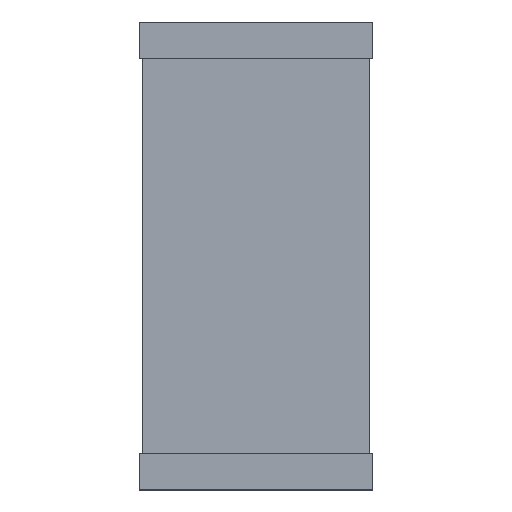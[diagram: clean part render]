
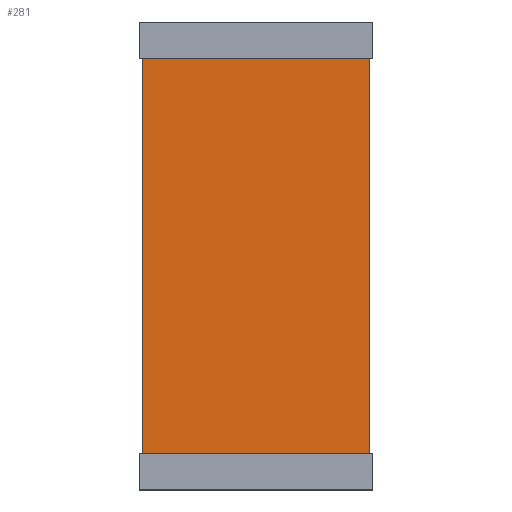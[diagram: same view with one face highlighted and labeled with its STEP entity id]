
A CAD part, top view. The second image highlights one B-rep face of the part: STEP entity #281.
In plain terms, the highlighted planar face has unit normal (0, 0, 1).
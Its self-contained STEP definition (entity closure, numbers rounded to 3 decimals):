
#22=FACE_OUTER_BOUND('',#39,.T.);
#39=EDGE_LOOP('',(#210,#211,#212,#213));
#63=LINE('',#423,#99);
#66=LINE('',#429,#102);
#71=LINE('',#437,#107);
#72=LINE('',#439,#108);
#99=VECTOR('',#344,10.);
#102=VECTOR('',#349,10.);
#107=VECTOR('',#356,10.);
#108=VECTOR('',#359,10.);
#134=VERTEX_POINT('',#420);
#135=VERTEX_POINT('',#422);
#136=VERTEX_POINT('',#426);
#137=VERTEX_POINT('',#428);
#159=EDGE_CURVE('',#135,#134,#63,.T.);
#162=EDGE_CURVE('',#136,#137,#66,.T.);
#167=EDGE_CURVE('',#137,#134,#71,.T.);
#168=EDGE_CURVE('',#135,#136,#72,.T.);
#210=ORIENTED_EDGE('',*,*,#167,.F.);
#211=ORIENTED_EDGE('',*,*,#162,.F.);
#212=ORIENTED_EDGE('',*,*,#168,.F.);
#213=ORIENTED_EDGE('',*,*,#159,.T.);
#260=PLANE('',#311);
#281=ADVANCED_FACE('',(#22),#260,.T.);
#311=AXIS2_PLACEMENT_3D('',#438,#357,#358);
#344=DIRECTION('',(0.,-1.,0.));
#349=DIRECTION('',(0.,-1.,0.));
#356=DIRECTION('',(-1.,0.,0.));
#357=DIRECTION('center_axis',(0.,0.,1.));
#358=DIRECTION('ref_axis',(1.,0.,0.));
#359=DIRECTION('',(1.,0.,0.));
#420=CARTESIAN_POINT('',(-18.15,4.1,0.55));
#422=CARTESIAN_POINT('',(-18.15,9.5,0.55));
#423=CARTESIAN_POINT('',(-18.15,6.8,0.55));
#426=CARTESIAN_POINT('',(-15.05,9.5,0.55));
#428=CARTESIAN_POINT('',(-15.05,4.1,0.55));
#429=CARTESIAN_POINT('',(-15.05,6.8,0.55));
#437=CARTESIAN_POINT('',(-15.05,4.1,0.55));
#438=CARTESIAN_POINT('Origin',(-16.6,6.8,0.55));
#439=CARTESIAN_POINT('',(-16.65,9.5,0.55));
